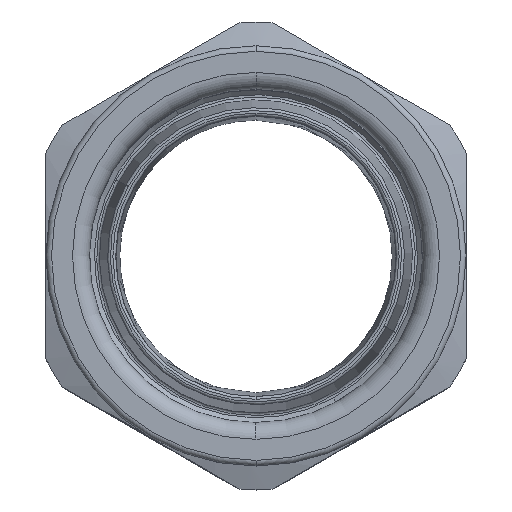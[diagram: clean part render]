
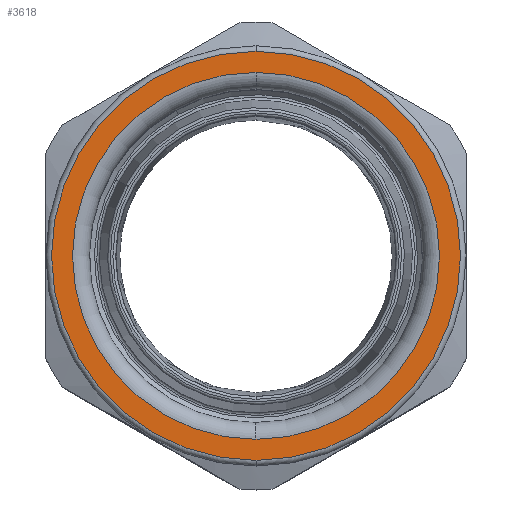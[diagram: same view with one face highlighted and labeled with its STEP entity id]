
A CAD part, top view. The second image highlights one B-rep face of the part: STEP entity #3618.
In plain terms, the highlighted planar face has unit normal (0, 0, 1).
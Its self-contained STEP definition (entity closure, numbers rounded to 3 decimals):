
#3508=AXIS2_PLACEMENT_3D('Circle Axis2P3D',#3506,#3507,$) ;
#3532=AXIS2_PLACEMENT_3D('Circle Axis2P3D',#3530,#3531,$) ;
#3594=AXIS2_PLACEMENT_3D('Plane Axis2P3D',#3591,#3592,#3593) ;
#3598=AXIS2_PLACEMENT_3D('Circle Axis2P3D',#3596,#3597,$) ;
#3607=AXIS2_PLACEMENT_3D('Circle Axis2P3D',#3605,#3606,$) ;
#3503=CARTESIAN_POINT('Vertex',(37.5,74.5,97.4)) ;
#3506=CARTESIAN_POINT('Axis2P3D Location',(37.5,41.75,97.4)) ;
#3510=CARTESIAN_POINT('Vertex',(37.5,9.,97.4)) ;
#3530=CARTESIAN_POINT('Axis2P3D Location',(37.5,41.75,97.4)) ;
#3591=CARTESIAN_POINT('Axis2P3D Location',(37.5,41.75,97.4)) ;
#3596=CARTESIAN_POINT('Axis2P3D Location',(37.5,41.75,97.4)) ;
#3600=CARTESIAN_POINT('Vertex',(37.5,5.25,97.4)) ;
#3602=CARTESIAN_POINT('Vertex',(37.5,78.25,97.4)) ;
#3605=CARTESIAN_POINT('Axis2P3D Location',(37.5,41.75,97.4)) ;
#3507=DIRECTION('Axis2P3D Direction',(0.,0.,1.)) ;
#3531=DIRECTION('Axis2P3D Direction',(0.,0.,1.)) ;
#3592=DIRECTION('Axis2P3D Direction',(0.,0.,1.)) ;
#3593=DIRECTION('Axis2P3D XDirection',(0.,1.,0.)) ;
#3597=DIRECTION('Axis2P3D Direction',(0.,0.,1.)) ;
#3606=DIRECTION('Axis2P3D Direction',(0.,0.,1.)) ;
#3611=ORIENTED_EDGE('',*,*,#3604,.T.) ;
#3612=ORIENTED_EDGE('',*,*,#3609,.T.) ;
#3615=ORIENTED_EDGE('',*,*,#3534,.F.) ;
#3616=ORIENTED_EDGE('',*,*,#3512,.F.) ;
#3617=FACE_BOUND('',#3614,.T.) ;
#3618=ADVANCED_FACE('PartBody',(#3613,#3617),#3595,.T.) ;
#3509=CIRCLE('generated circle',#3508,32.75) ;
#3533=CIRCLE('generated circle',#3532,32.75) ;
#3599=CIRCLE('generated circle',#3598,36.5) ;
#3608=CIRCLE('generated circle',#3607,36.5) ;
#3512=EDGE_CURVE('',#3504,#3511,#3509,.T.) ;
#3534=EDGE_CURVE('',#3511,#3504,#3533,.T.) ;
#3604=EDGE_CURVE('',#3601,#3603,#3599,.T.) ;
#3609=EDGE_CURVE('',#3603,#3601,#3608,.T.) ;
#3610=EDGE_LOOP('',(#3611,#3612)) ;
#3614=EDGE_LOOP('',(#3615,#3616)) ;
#3613=FACE_OUTER_BOUND('',#3610,.T.) ;
#3595=PLANE('',#3594) ;
#3504=VERTEX_POINT('',#3503) ;
#3511=VERTEX_POINT('',#3510) ;
#3601=VERTEX_POINT('',#3600) ;
#3603=VERTEX_POINT('',#3602) ;
